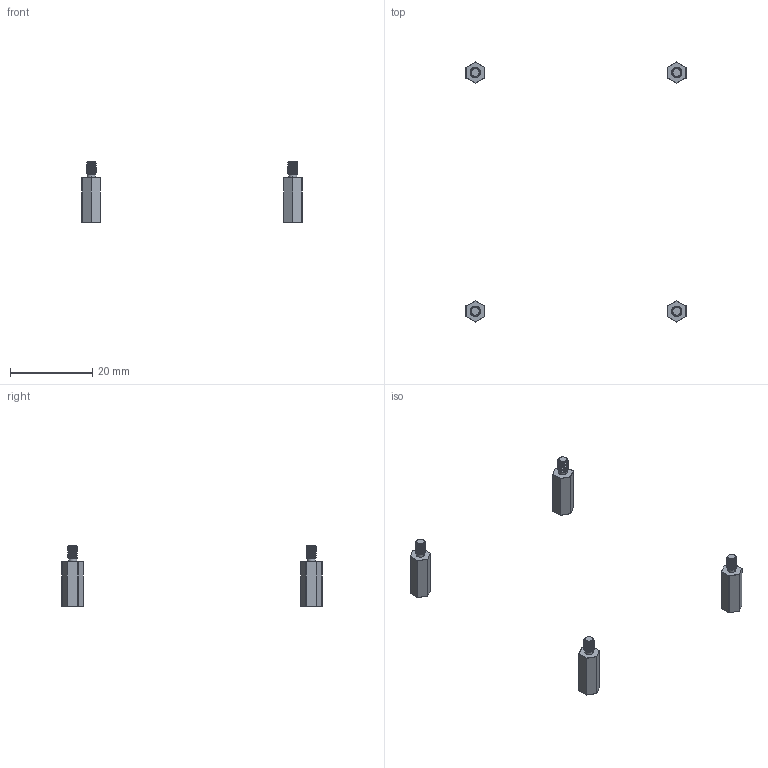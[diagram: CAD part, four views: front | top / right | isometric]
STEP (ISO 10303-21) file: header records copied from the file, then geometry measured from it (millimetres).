
FILE_DESCRIPTION(('FreeCAD Model'),'2;1');
FILE_NAME('Compound.step','2021-02-12T11:53:46', ('kicad StepUp'),('ksu MCAD'),'Open CASCADE STEP processor 7.3', 'FreeCAD','Unknown');
FILE_SCHEMA(('AUTOMOTIVE_DESIGN { 1 0 10303 214 1 1 1 1 }'));
Length unit declared in the file: millimetre
Products named in the file (1): Compound
Bounding box: 53.5 x 63.18 x 14.97 mm (x, y, z)
Volume: 751.7 mm3; surface area: 1206.4 mm2
Topology: 4 solids, 4 shells, 412 faces, 1000 edges, 600 vertices
Faces by surface type: cylinder 208, bspline 84, sphere 48, plane 44, cone 28
Entity records: 34818 total; most frequent: CARTESIAN_POINT 23377, ORIENTED_EDGE 1984, DIRECTION 1414, EDGE_CURVE 992, VERTEX_POINT 600, AXIS2_PLACEMENT_3D 533, B_SPLINE_CURVE_WITH_KNOTS 440, FACE_BOUND 424
